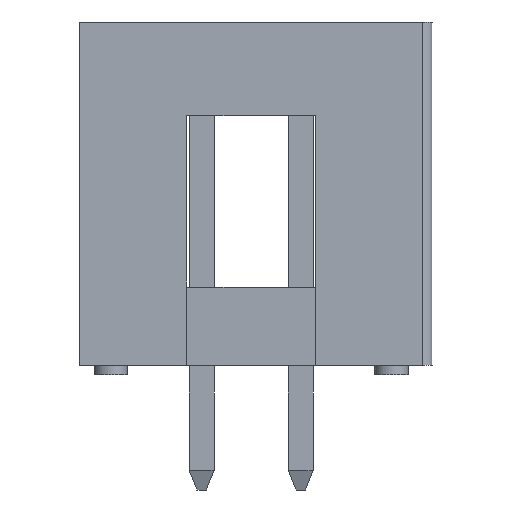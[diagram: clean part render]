
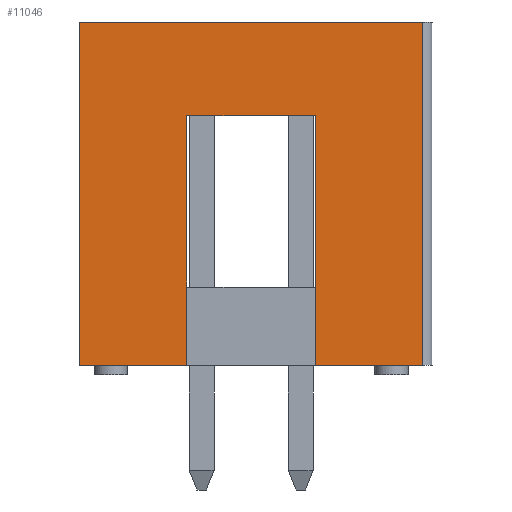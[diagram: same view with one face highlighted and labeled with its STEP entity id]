
A CAD part, front view. The second image highlights one B-rep face of the part: STEP entity #11046.
In plain terms, the highlighted face is planar.
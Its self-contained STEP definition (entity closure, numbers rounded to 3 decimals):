
#287=LINE('',#14565,#1338);
#302=LINE('',#14592,#1353);
#304=LINE('',#14596,#1355);
#308=LINE('',#14609,#1359);
#310=LINE('',#14613,#1361);
#311=LINE('',#14615,#1362);
#312=LINE('',#14616,#1363);
#313=LINE('',#14618,#1364);
#1338=VECTOR('',#12422,1000.);
#1353=VECTOR('',#12445,1000.);
#1355=VECTOR('',#12449,1000.);
#1359=VECTOR('',#12461,1000.);
#1361=VECTOR('',#12465,1000.);
#1362=VECTOR('',#12466,1000.);
#1363=VECTOR('',#12467,1000.);
#1364=VECTOR('',#12468,1000.);
#2537=ORIENTED_EDGE('',*,*,#4573,.T.);
#2538=ORIENTED_EDGE('',*,*,#4548,.F.);
#2539=ORIENTED_EDGE('',*,*,#4565,.T.);
#2540=ORIENTED_EDGE('',*,*,#4563,.T.);
#2541=ORIENTED_EDGE('',*,*,#4574,.T.);
#2542=ORIENTED_EDGE('',*,*,#4571,.F.);
#2543=ORIENTED_EDGE('',*,*,#4575,.F.);
#2544=ORIENTED_EDGE('',*,*,#4576,.T.);
#4548=EDGE_CURVE('',#5534,#5532,#287,.T.);
#4563=EDGE_CURVE('',#5543,#5542,#302,.T.);
#4565=EDGE_CURVE('',#5534,#5543,#304,.T.);
#4571=EDGE_CURVE('',#5548,#5549,#308,.T.);
#4573=EDGE_CURVE('',#5550,#5532,#310,.T.);
#4574=EDGE_CURVE('',#5542,#5549,#311,.T.);
#4575=EDGE_CURVE('',#5551,#5548,#312,.T.);
#4576=EDGE_CURVE('',#5551,#5550,#313,.T.);
#5532=VERTEX_POINT('',#14560);
#5534=VERTEX_POINT('',#14564);
#5542=VERTEX_POINT('',#14591);
#5543=VERTEX_POINT('',#14593);
#5548=VERTEX_POINT('',#14608);
#5549=VERTEX_POINT('',#14610);
#5550=VERTEX_POINT('',#14614);
#5551=VERTEX_POINT('',#14617);
#6105=EDGE_LOOP('',(#2537,#2538,#2539,#2540,#2541,#2542,#2543,#2544));
#6642=FACE_BOUND('',#6105,.T.);
#7166=PLANE('',#11552);
#11046=ADVANCED_FACE('',(#6642),#7166,.T.);
#11552=AXIS2_PLACEMENT_3D('',#14612,#12463,#12464);
#12422=DIRECTION('',(0.,0.,-1.));
#12445=DIRECTION('',(0.,0.,-1.));
#12449=DIRECTION('',(0.,1.,0.));
#12461=DIRECTION('',(0.,0.,-1.));
#12463=DIRECTION('',(1.,0.,0.));
#12464=DIRECTION('',(0.,0.,-1.));
#12465=DIRECTION('',(0.,1.,0.));
#12466=DIRECTION('',(0.,1.,0.));
#12467=DIRECTION('',(0.,1.,0.));
#12468=DIRECTION('',(0.,0.,-1.));
#14560=CARTESIAN_POINT('',(16.53,-1.65,-4.4));
#14564=CARTESIAN_POINT('',(16.53,-1.65,2.));
#14565=CARTESIAN_POINT('',(16.53,-1.65,2.));
#14591=CARTESIAN_POINT('',(16.53,1.65,-4.4));
#14592=CARTESIAN_POINT('',(16.53,1.65,2.));
#14593=CARTESIAN_POINT('',(16.53,1.65,2.));
#14596=CARTESIAN_POINT('',(16.53,-1.65,2.));
#14608=CARTESIAN_POINT('',(16.53,4.4,4.4));
#14609=CARTESIAN_POINT('',(16.53,4.4,4.4));
#14610=CARTESIAN_POINT('',(16.53,4.4,-4.4));
#14612=CARTESIAN_POINT('',(16.53,-4.4,4.4));
#14613=CARTESIAN_POINT('',(16.53,-4.4,-4.4));
#14614=CARTESIAN_POINT('',(16.53,-4.4,-4.4));
#14615=CARTESIAN_POINT('',(16.53,-4.4,-4.4));
#14616=CARTESIAN_POINT('',(16.53,-4.4,4.4));
#14617=CARTESIAN_POINT('',(16.53,-4.4,4.4));
#14618=CARTESIAN_POINT('',(16.53,-4.4,4.4));
